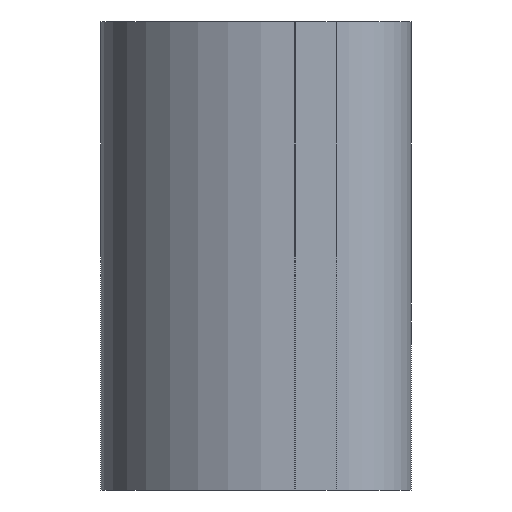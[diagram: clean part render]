
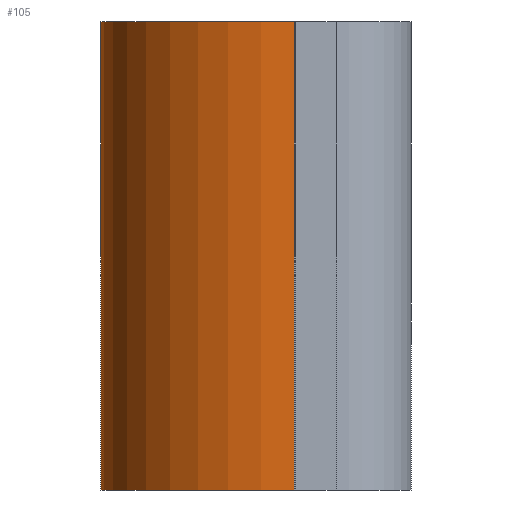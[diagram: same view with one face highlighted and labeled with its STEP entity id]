
A CAD part, left-side view. The second image highlights one B-rep face of the part: STEP entity #105.
In plain terms, the highlighted cylindrical face has radius 7.874 mm (diameter 15.748 mm), a partial arc.
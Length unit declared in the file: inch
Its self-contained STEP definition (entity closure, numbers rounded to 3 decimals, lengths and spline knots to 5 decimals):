
#13 = DIRECTION ( 'NONE',  ( -1., 0., 0. ) ) ;
#19 = DIRECTION ( 'NONE',  ( 0., 0., -1. ) ) ;
#21 = EDGE_CURVE ( 'NONE', #606, #443, #368, .T. ) ;
#41 = VECTOR ( 'NONE', #349, 39.37008 ) ;
#61 = VECTOR ( 'NONE', #19, 39.37008 ) ;
#67 = ORIENTED_EDGE ( 'NONE', *, *, #21, .T. ) ;
#77 = CARTESIAN_POINT ( 'NONE',  ( -0.812, 0.187, 0.375 ) ) ;
#105 = ADVANCED_FACE ( 'NONE', ( #674 ), #279, .T. ) ;
#182 = ORIENTED_EDGE ( 'NONE', *, *, #728, .F. ) ;
#205 = CIRCLE ( 'NONE', #525, 0.31 ) ;
#214 = LINE ( 'NONE', #396, #61 ) ;
#227 = CARTESIAN_POINT ( 'NONE',  ( -0.812, 0.187, 0.375 ) ) ;
#271 = CARTESIAN_POINT ( 'NONE',  ( -1.122, 0.187, -0.375 ) ) ;
#279 = CYLINDRICAL_SURFACE ( 'NONE', #497, 0.31 ) ;
#286 = DIRECTION ( 'NONE',  ( 1., 0., 0. ) ) ;
#313 = CARTESIAN_POINT ( 'NONE',  ( -0.812, 0.187, -0.375 ) ) ;
#349 = DIRECTION ( 'NONE',  ( 0., 0., -1. ) ) ;
#357 = AXIS2_PLACEMENT_3D ( 'NONE', #227, #668, #286 ) ;
#368 = LINE ( 'NONE', #477, #41 ) ;
#377 = DIRECTION ( 'NONE',  ( 1., 0., 0. ) ) ;
#385 = CARTESIAN_POINT ( 'NONE',  ( -1.122, 0.187, 0.375 ) ) ;
#396 = CARTESIAN_POINT ( 'NONE',  ( -1.122, 0.187, 0.375 ) ) ;
#427 = CIRCLE ( 'NONE', #357, 0.31 ) ;
#441 = EDGE_CURVE ( 'NONE', #713, #443, #205, .T. ) ;
#443 = VERTEX_POINT ( 'NONE', #508 ) ;
#456 = DIRECTION ( 'NONE',  ( 0., 0., -1. ) ) ;
#463 = ORIENTED_EDGE ( 'NONE', *, *, #826, .T. ) ;
#477 = CARTESIAN_POINT ( 'NONE',  ( -0.502, 0.187, 0.375 ) ) ;
#493 = VERTEX_POINT ( 'NONE', #385 ) ;
#497 = AXIS2_PLACEMENT_3D ( 'NONE', #77, #456, #13 ) ;
#508 = CARTESIAN_POINT ( 'NONE',  ( -0.502, 0.187, -0.375 ) ) ;
#525 = AXIS2_PLACEMENT_3D ( 'NONE', #313, #768, #377 ) ;
#535 = ORIENTED_EDGE ( 'NONE', *, *, #441, .F. ) ;
#606 = VERTEX_POINT ( 'NONE', #644 ) ;
#644 = CARTESIAN_POINT ( 'NONE',  ( -0.502, 0.187, 0.375 ) ) ;
#663 = EDGE_LOOP ( 'NONE', ( #535, #182, #463, #67 ) ) ;
#668 = DIRECTION ( 'NONE',  ( 0., 0., -1. ) ) ;
#674 = FACE_OUTER_BOUND ( 'NONE', #663, .T. ) ;
#713 = VERTEX_POINT ( 'NONE', #271 ) ;
#728 = EDGE_CURVE ( 'NONE', #493, #713, #214, .T. ) ;
#768 = DIRECTION ( 'NONE',  ( 0., 0., -1. ) ) ;
#826 = EDGE_CURVE ( 'NONE', #493, #606, #427, .T. ) ;
